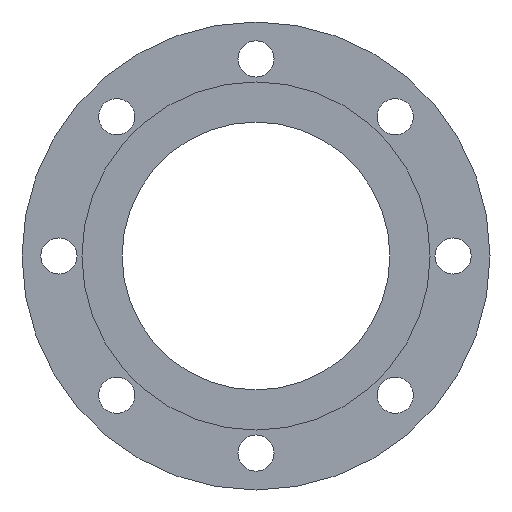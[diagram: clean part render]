
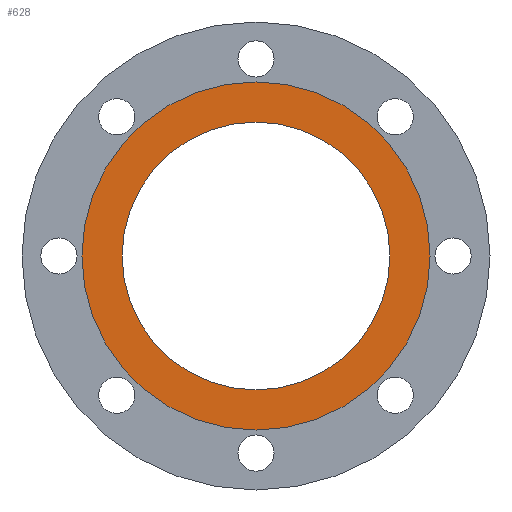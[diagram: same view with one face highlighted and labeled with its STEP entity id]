
A CAD part, front view. The second image highlights one B-rep face of the part: STEP entity #628.
In plain terms, the highlighted planar face has unit normal (0, -1, 0).
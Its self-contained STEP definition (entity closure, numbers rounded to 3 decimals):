
#31 = DIRECTION ( 'NONE',  ( 0., 1., 0. ) ) ;
#34 = EDGE_CURVE ( 'NONE', #68, #617, #264, .T. ) ;
#41 = EDGE_CURVE ( 'NONE', #617, #68, #456, .T. ) ;
#68 = VERTEX_POINT ( 'NONE', #124 ) ;
#109 = PLANE ( 'NONE',  #954 ) ;
#114 = CARTESIAN_POINT ( 'NONE',  ( 0., 0., -106. ) ) ;
#124 = CARTESIAN_POINT ( 'NONE',  ( 0., 0., -81.55 ) ) ;
#175 = CIRCLE ( 'NONE', #630, 106. ) ;
#241 = AXIS2_PLACEMENT_3D ( 'NONE', #936, #1099, #1021 ) ;
#264 = CIRCLE ( 'NONE', #959, 81.55 ) ;
#286 = DIRECTION ( 'NONE',  ( 0., 1., 0. ) ) ;
#291 = DIRECTION ( 'NONE',  ( 0., 0., -1. ) ) ;
#302 = FACE_BOUND ( 'NONE', #469, .T. ) ;
#306 = ORIENTED_EDGE ( 'NONE', *, *, #591, .F. ) ;
#310 = CARTESIAN_POINT ( 'NONE',  ( 0., 0., 0. ) ) ;
#456 = CIRCLE ( 'NONE', #241, 81.55 ) ;
#469 = EDGE_LOOP ( 'NONE', ( #535, #484 ) ) ;
#482 = CARTESIAN_POINT ( 'NONE',  ( 0., 0., 0. ) ) ;
#484 = ORIENTED_EDGE ( 'NONE', *, *, #34, .T. ) ;
#535 = ORIENTED_EDGE ( 'NONE', *, *, #41, .T. ) ;
#572 = EDGE_CURVE ( 'NONE', #599, #654, #983, .T. ) ;
#591 = EDGE_CURVE ( 'NONE', #654, #599, #175, .T. ) ;
#599 = VERTEX_POINT ( 'NONE', #114 ) ;
#617 = VERTEX_POINT ( 'NONE', #1089 ) ;
#628 = ADVANCED_FACE ( 'NONE', ( #302, #822 ), #109, .T. ) ;
#630 = AXIS2_PLACEMENT_3D ( 'NONE', #310, #286, #743 ) ;
#654 = VERTEX_POINT ( 'NONE', #944 ) ;
#665 = CARTESIAN_POINT ( 'NONE',  ( 0., 0., 0. ) ) ;
#726 = EDGE_LOOP ( 'NONE', ( #306, #987 ) ) ;
#734 = DIRECTION ( 'NONE',  ( 0., -1., 0. ) ) ;
#743 = DIRECTION ( 'NONE',  ( 0., 0., 1. ) ) ;
#822 = FACE_OUTER_BOUND ( 'NONE', #726, .T. ) ;
#832 = DIRECTION ( 'NONE',  ( 0., 1., 0. ) ) ;
#936 = CARTESIAN_POINT ( 'NONE',  ( 0., 0., 0. ) ) ;
#944 = CARTESIAN_POINT ( 'NONE',  ( 0., 0., 106. ) ) ;
#954 = AXIS2_PLACEMENT_3D ( 'NONE', #1012, #734, #291 ) ;
#959 = AXIS2_PLACEMENT_3D ( 'NONE', #482, #832, #1092 ) ;
#983 = CIRCLE ( 'NONE', #1076, 106. ) ;
#987 = ORIENTED_EDGE ( 'NONE', *, *, #572, .F. ) ;
#994 = DIRECTION ( 'NONE',  ( 0., 0., 1. ) ) ;
#1012 = CARTESIAN_POINT ( 'NONE',  ( 0., 0., 81.55 ) ) ;
#1021 = DIRECTION ( 'NONE',  ( 0., 0., 1. ) ) ;
#1076 = AXIS2_PLACEMENT_3D ( 'NONE', #665, #31, #994 ) ;
#1089 = CARTESIAN_POINT ( 'NONE',  ( 0., 0., 81.55 ) ) ;
#1092 = DIRECTION ( 'NONE',  ( 0., 0., 1. ) ) ;
#1099 = DIRECTION ( 'NONE',  ( 0., 1., 0. ) ) ;
